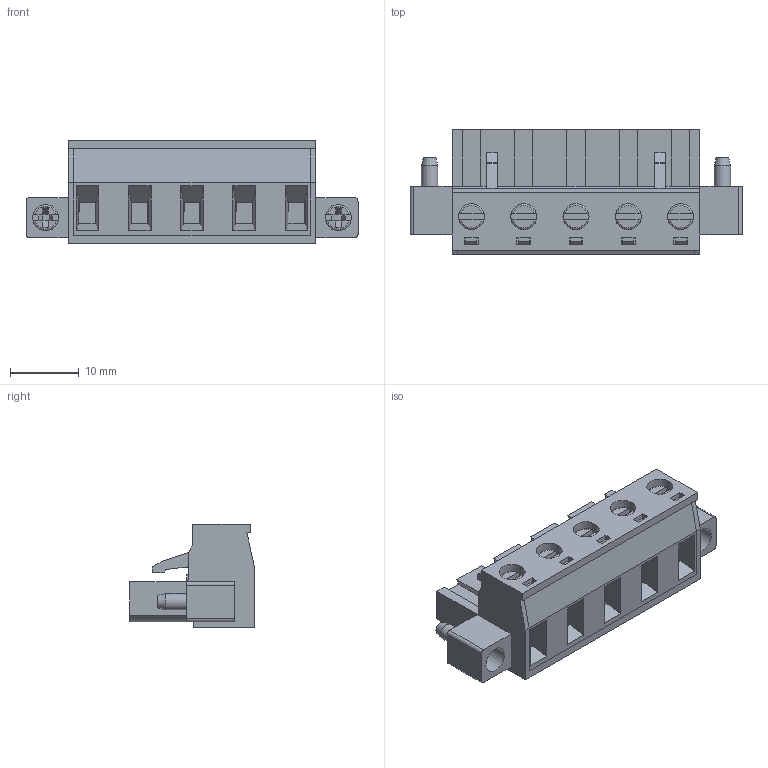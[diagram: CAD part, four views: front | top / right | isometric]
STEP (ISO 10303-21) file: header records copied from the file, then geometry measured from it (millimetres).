
FILE_DESCRIPTION( ( 'Unknown' ), '1' );
FILE_NAME( '691340400005.stp', 'Unknown', ( 'Unknown' ), ( 'Unknown' ), 'PSStep 15.0.49', 'Unknown', ' ' );
FILE_SCHEMA( ( 'AUTOMOTIVE_DESIGN { 1 0 10303 214 1 1 1 1 }' ) );
Length unit declared in the file: millimetre
Products named in the file (7): Assem1; 6913404000xx_CAGE; 6913404000xx_PIN; 6913404000xx_VISSE; 6913404000xx_VIS Flange; 691340500005; 691340500005_CAPOT
Assembly tree (19 placements, depth 2):
  Assem1
    6913404000xx_CAGE  x5
    6913404000xx_PIN  x5
    6913404000xx_VISSE  x5
    6913404000xx_VIS Flange  x2
    691340500005
    691340500005_CAPOT
Bounding box: 48.4 x 18.2 x 15.1 mm (x, y, z)
Volume: 4767.2 mm3; surface area: 10506.9 mm2
Topology: 19 solids, 19 shells, 1268 faces, 3461 edges, 2260 vertices
Faces by surface type: plane 958, cylinder 277, torus 21, cone 12
Full cylindrical faces by diameter (mm): 1.5 x5, 2.4 x2, 2.5 x7, 2.9 x5, 2.95 x5, 3 x5, 3.75 x5, 3.8 x9
Entity records: 29495 total; most frequent: CARTESIAN_POINT 4168, ORIENTED_EDGE 4006, DIRECTION 3749, EDGE_CURVE 2003, LINE 1775, VECTOR 1775, VERTEX_POINT 1326, AXIS2_PLACEMENT_3D 987
